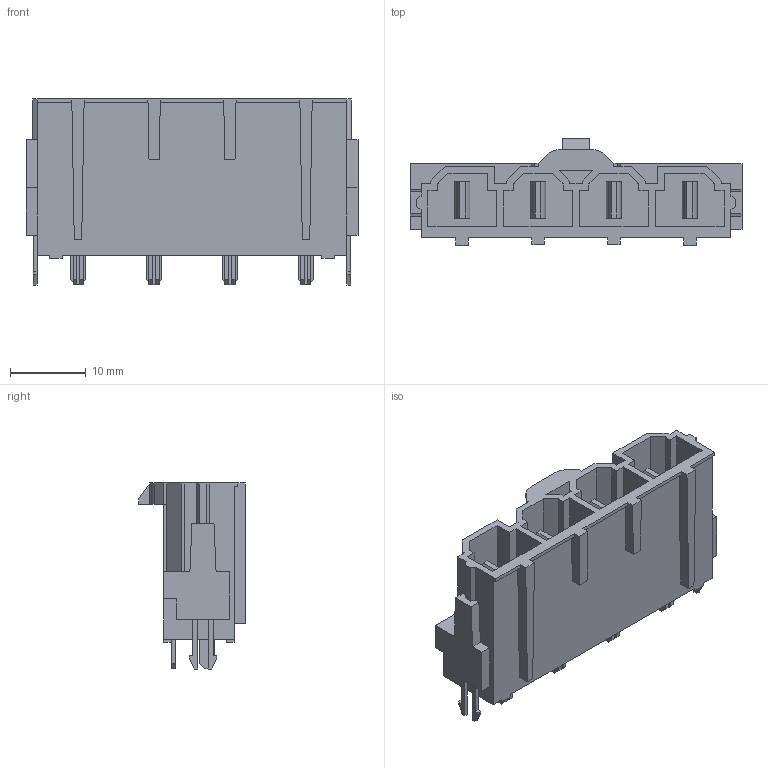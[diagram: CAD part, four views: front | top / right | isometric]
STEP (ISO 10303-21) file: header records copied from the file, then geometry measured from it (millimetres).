
FILE_DESCRIPTION((''),'2;1');
FILE_NAME('MINI-FIT-SR-4PIN','2020-10-03T02:26:55',('Mitch'),(''),'CREO PARAMETRIC BY PTC INC, 2018050','CREO PARAMETRIC BY PTC INC, 2018050','');
FILE_SCHEMA(('AUTOMOTIVE_DESIGN { 1 0 10303 214 1 1 1 1 }'));
Length unit declared in the file: millimetre
Products named in the file (1): MINI-FIT-SR-4PIN
Bounding box: 43.82 x 14.1 x 24.55 mm (x, y, z)
Volume: 4310.4 mm3; surface area: 6451.8 mm2
Topology: 1 solids, 1 shells, 331 faces, 893 edges, 588 vertices
Faces by surface type: plane 321, cylinder 10
Entity records: 12528 total; most frequent: CARTESIAN_POINT 1814, ORIENTED_EDGE 1786, DIRECTION 1575, EDGE_CURVE 893, VECTOR 873, LINE 873, VERTEX_POINT 588, EDGE_LOOP 355
